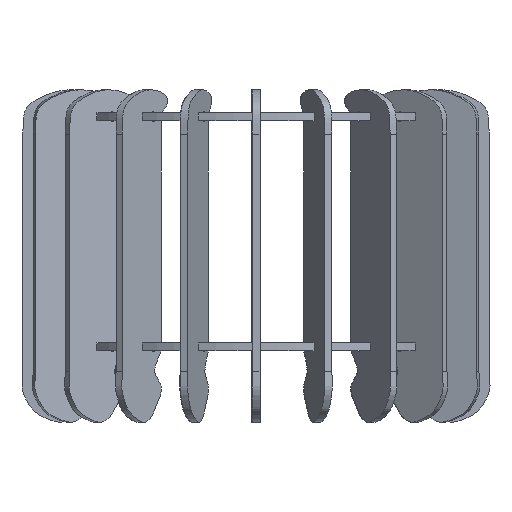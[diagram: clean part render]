
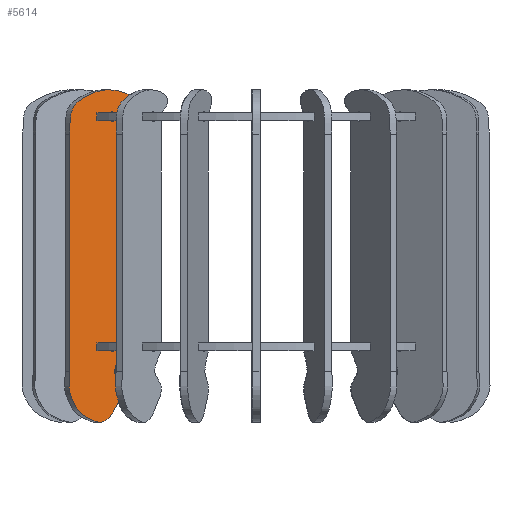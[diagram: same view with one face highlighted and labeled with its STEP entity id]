
A CAD part, left-side view. The second image highlights one B-rep face of the part: STEP entity #5614.
In plain terms, the highlighted face is planar.
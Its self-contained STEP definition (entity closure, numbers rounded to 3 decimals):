
#116=(
BOUNDED_CURVE()
B_SPLINE_CURVE(5,(#9685,#9686,#9687,#9688,#9689,#9690,#9691,#9692,#9693,
#9694,#9695,#9696,#9697,#9698,#9699,#9700,#9701,#9702,#9703,#9704,#9705,
#9706,#9707,#9708,#9709,#9710,#9711,#9712,#9713,#9714),.UNSPECIFIED.,.F.,
 .F.)
B_SPLINE_CURVE_WITH_KNOTS((6,1,1,1,1,1,1,1,1,1,1,1,1,1,1,1,1,1,1,1,1,1,
1,1,1,6),(0.,0.04,0.08,0.12,0.16,0.2,0.24,0.28,0.32,0.36,0.4,0.44,0.48,
0.52,0.56,0.6,0.64,0.68,0.72,0.76,0.8,0.84,0.88,0.92,0.96,1.),
 .UNSPECIFIED.)
CURVE()
GEOMETRIC_REPRESENTATION_ITEM()
RATIONAL_B_SPLINE_CURVE((1.,1.,1.,1.,1.,1.,1.,1.,1.,1.,1.,1.,1.,1.,1.,1.,
1.,1.,1.,1.,1.,1.,1.,1.,1.,1.,1.,1.,1.,1.))
REPRESENTATION_ITEM('')
);
#118=(
BOUNDED_CURVE()
B_SPLINE_CURVE(5,(#9784,#9785,#9786,#9787,#9788,#9789,#9790,#9791,#9792,
#9793,#9794,#9795,#9796,#9797,#9798,#9799,#9800,#9801,#9802,#9803),
 .UNSPECIFIED.,.F.,.F.)
B_SPLINE_CURVE_WITH_KNOTS((6,1,1,1,1,1,1,1,1,1,1,1,1,1,1,6),(0.,0.067,
0.133,0.2,0.267,0.333,0.4,0.467,
0.533,0.6,0.667,0.733,0.8,0.867,
0.933,1.),.UNSPECIFIED.)
CURVE()
GEOMETRIC_REPRESENTATION_ITEM()
RATIONAL_B_SPLINE_CURVE((1.,1.,1.,1.,1.,1.,1.,1.,1.,1.,1.,1.,1.,1.,1.,1.,
1.,1.,1.,1.))
REPRESENTATION_ITEM('')
);
#286=PLANE('',#6243);
#564=FACE_OUTER_BOUND('',#854,.T.);
#854=EDGE_LOOP('',(#5189,#5190,#5191,#5192,#5193,#5194,#5195,#5196,#5197,
#5198,#5199,#5200,#5201,#5202));
#1372=LINE('',#9543,#1916);
#1376=LINE('',#9555,#1920);
#1379=LINE('',#9561,#1923);
#1382=LINE('',#9567,#1926);
#1386=LINE('',#9579,#1930);
#1390=LINE('',#9591,#1934);
#1394=LINE('',#9720,#1938);
#1398=LINE('',#9807,#1942);
#1916=VECTOR('',#7851,10.);
#1920=VECTOR('',#7863,10.);
#1923=VECTOR('',#7868,10.);
#1926=VECTOR('',#7873,10.);
#1930=VECTOR('',#7885,10.);
#1934=VECTOR('',#7897,10.);
#1938=VECTOR('',#7903,10.);
#1942=VECTOR('',#7909,10.);
#2204=CIRCLE('',#6224,1.);
#2206=CIRCLE('',#6228,1.);
#2208=CIRCLE('',#6234,1.);
#2210=CIRCLE('',#6238,1.);
#2729=VERTEX_POINT('',#9534);
#2730=VERTEX_POINT('',#9536);
#2732=VERTEX_POINT('',#9542);
#2734=VERTEX_POINT('',#9548);
#2736=VERTEX_POINT('',#9554);
#2738=VERTEX_POINT('',#9560);
#2740=VERTEX_POINT('',#9566);
#2742=VERTEX_POINT('',#9572);
#2744=VERTEX_POINT('',#9578);
#2746=VERTEX_POINT('',#9584);
#2748=VERTEX_POINT('',#9590);
#2750=VERTEX_POINT('',#9684);
#2752=VERTEX_POINT('',#9719);
#2754=VERTEX_POINT('',#9783);
#3531=EDGE_CURVE('',#2730,#2729,#2204,.T.);
#3534=EDGE_CURVE('',#2732,#2730,#1372,.T.);
#3537=EDGE_CURVE('',#2734,#2732,#2206,.T.);
#3540=EDGE_CURVE('',#2736,#2734,#1376,.T.);
#3543=EDGE_CURVE('',#2738,#2736,#1379,.T.);
#3546=EDGE_CURVE('',#2740,#2738,#1382,.T.);
#3549=EDGE_CURVE('',#2742,#2740,#2208,.T.);
#3552=EDGE_CURVE('',#2744,#2742,#1386,.T.);
#3555=EDGE_CURVE('',#2746,#2744,#2210,.T.);
#3558=EDGE_CURVE('',#2748,#2746,#1390,.T.);
#3561=EDGE_CURVE('',#2750,#2748,#116,.T.);
#3564=EDGE_CURVE('',#2752,#2750,#1394,.T.);
#3567=EDGE_CURVE('',#2754,#2752,#118,.T.);
#3570=EDGE_CURVE('',#2729,#2754,#1398,.T.);
#5189=ORIENTED_EDGE('',*,*,#3570,.T.);
#5190=ORIENTED_EDGE('',*,*,#3567,.T.);
#5191=ORIENTED_EDGE('',*,*,#3564,.T.);
#5192=ORIENTED_EDGE('',*,*,#3561,.T.);
#5193=ORIENTED_EDGE('',*,*,#3558,.T.);
#5194=ORIENTED_EDGE('',*,*,#3555,.T.);
#5195=ORIENTED_EDGE('',*,*,#3552,.T.);
#5196=ORIENTED_EDGE('',*,*,#3549,.T.);
#5197=ORIENTED_EDGE('',*,*,#3546,.T.);
#5198=ORIENTED_EDGE('',*,*,#3543,.T.);
#5199=ORIENTED_EDGE('',*,*,#3540,.T.);
#5200=ORIENTED_EDGE('',*,*,#3537,.T.);
#5201=ORIENTED_EDGE('',*,*,#3534,.T.);
#5202=ORIENTED_EDGE('',*,*,#3531,.T.);
#5614=ADVANCED_FACE('',(#564),#286,.F.);
#6224=AXIS2_PLACEMENT_3D('',#9537,#7845,#7846);
#6228=AXIS2_PLACEMENT_3D('',#9549,#7857,#7858);
#6234=AXIS2_PLACEMENT_3D('',#9573,#7879,#7880);
#6238=AXIS2_PLACEMENT_3D('',#9585,#7891,#7892);
#6243=AXIS2_PLACEMENT_3D('',#9809,#7912,#7913);
#7845=DIRECTION('center_axis',(1.,0.,0.));
#7846=DIRECTION('ref_axis',(0.,1.,0.));
#7851=DIRECTION('',(0.,0.,1.));
#7857=DIRECTION('center_axis',(1.,0.,0.));
#7858=DIRECTION('ref_axis',(0.,1.,0.));
#7863=DIRECTION('',(0.,1.,0.));
#7868=DIRECTION('',(0.,0.,1.));
#7873=DIRECTION('',(0.,-1.,0.));
#7879=DIRECTION('center_axis',(1.,0.,0.));
#7880=DIRECTION('ref_axis',(0.,1.,0.));
#7885=DIRECTION('',(0.,0.,1.));
#7891=DIRECTION('center_axis',(1.,0.,0.));
#7892=DIRECTION('ref_axis',(0.,1.,0.));
#7897=DIRECTION('',(0.,1.,0.));
#7903=DIRECTION('',(0.,0.,-1.));
#7909=DIRECTION('',(0.,-1.,0.));
#7912=DIRECTION('center_axis',(1.,0.,0.));
#7913=DIRECTION('ref_axis',(0.,1.,0.));
#9534=CARTESIAN_POINT('',(-1.85,80.569,103.8));
#9536=CARTESIAN_POINT('',(-1.85,81.983,102.386));
#9537=CARTESIAN_POINT('Origin',(-1.85,81.276,103.093));
#9542=CARTESIAN_POINT('',(-1.85,81.983,101.514));
#9543=CARTESIAN_POINT('',(-1.85,81.983,103.8));
#9548=CARTESIAN_POINT('',(-1.85,80.569,100.1));
#9549=CARTESIAN_POINT('Origin',(-1.85,81.276,100.807));
#9554=CARTESIAN_POINT('',(-1.85,74.983,100.1));
#9555=CARTESIAN_POINT('',(-1.85,74.983,100.1));
#9560=CARTESIAN_POINT('',(-1.85,74.983,0.1));
#9561=CARTESIAN_POINT('',(-1.85,74.983,100.1));
#9566=CARTESIAN_POINT('',(-1.85,80.569,0.1));
#9567=CARTESIAN_POINT('',(-1.85,74.983,0.1));
#9572=CARTESIAN_POINT('',(-1.85,81.983,-1.314));
#9573=CARTESIAN_POINT('Origin',(-1.85,81.276,-0.607));
#9578=CARTESIAN_POINT('',(-1.85,81.983,-2.186));
#9579=CARTESIAN_POINT('',(-1.85,81.983,0.1));
#9584=CARTESIAN_POINT('',(-1.85,80.569,-3.6));
#9585=CARTESIAN_POINT('Origin',(-1.85,81.276,-2.893));
#9590=CARTESIAN_POINT('',(-1.85,74.983,-3.6));
#9591=CARTESIAN_POINT('',(-1.85,74.983,-3.6));
#9684=CARTESIAN_POINT('',(-1.85,104.983,-12.933));
#9685=CARTESIAN_POINT('Ctrl Pts',(-1.85,104.983,-12.933));
#9686=CARTESIAN_POINT('Ctrl Pts',(-1.85,104.983,-13.252));
#9687=CARTESIAN_POINT('Ctrl Pts',(-1.85,105.017,-13.963));
#9688=CARTESIAN_POINT('Ctrl Pts',(-1.85,105.167,-15.246));
#9689=CARTESIAN_POINT('Ctrl Pts',(-1.85,105.47,-17.343));
#9690=CARTESIAN_POINT('Ctrl Pts',(-1.85,105.498,-20.346));
#9691=CARTESIAN_POINT('Ctrl Pts',(-1.85,104.835,-23.363));
#9692=CARTESIAN_POINT('Ctrl Pts',(-1.85,103.323,-26.061));
#9693=CARTESIAN_POINT('Ctrl Pts',(-1.85,102.032,-28.056));
#9694=CARTESIAN_POINT('Ctrl Pts',(-1.85,101.25,-29.484));
#9695=CARTESIAN_POINT('Ctrl Pts',(-1.85,100.005,-30.893));
#9696=CARTESIAN_POINT('Ctrl Pts',(-1.85,97.477,-32.648));
#9697=CARTESIAN_POINT('Ctrl Pts',(-1.85,93.25,-34.767));
#9698=CARTESIAN_POINT('Ctrl Pts',(-1.85,89.08,-35.984));
#9699=CARTESIAN_POINT('Ctrl Pts',(-1.85,85.717,-35.667));
#9700=CARTESIAN_POINT('Ctrl Pts',(-1.85,83.048,-33.828));
#9701=CARTESIAN_POINT('Ctrl Pts',(-1.85,80.614,-30.84));
#9702=CARTESIAN_POINT('Ctrl Pts',(-1.85,78.137,-27.286));
#9703=CARTESIAN_POINT('Ctrl Pts',(-1.85,75.595,-23.77));
#9704=CARTESIAN_POINT('Ctrl Pts',(-1.85,74.578,-20.716));
#9705=CARTESIAN_POINT('Ctrl Pts',(-1.85,75.625,-18.257));
#9706=CARTESIAN_POINT('Ctrl Pts',(-1.85,77.709,-16.331));
#9707=CARTESIAN_POINT('Ctrl Pts',(-1.85,79.557,-14.74));
#9708=CARTESIAN_POINT('Ctrl Pts',(-1.85,80.255,-13.204));
#9709=CARTESIAN_POINT('Ctrl Pts',(-1.85,80.122,-11.445));
#9710=CARTESIAN_POINT('Ctrl Pts',(-1.85,79.188,-9.319));
#9711=CARTESIAN_POINT('Ctrl Pts',(-1.85,77.863,-7.263));
#9712=CARTESIAN_POINT('Ctrl Pts',(-1.85,76.547,-5.512));
#9713=CARTESIAN_POINT('Ctrl Pts',(-1.85,75.528,-4.253));
#9714=CARTESIAN_POINT('Ctrl Pts',(-1.85,74.983,-3.6));
#9719=CARTESIAN_POINT('',(-1.85,104.983,94.067));
#9720=CARTESIAN_POINT('',(-1.85,104.983,94.067));
#9783=CARTESIAN_POINT('',(-1.85,74.983,103.8));
#9784=CARTESIAN_POINT('Ctrl Pts',(-1.85,74.983,103.8));
#9785=CARTESIAN_POINT('Ctrl Pts',(-1.85,73.477,104.717));
#9786=CARTESIAN_POINT('Ctrl Pts',(-1.85,71.091,106.454));
#9787=CARTESIAN_POINT('Ctrl Pts',(-1.85,69.393,108.773));
#9788=CARTESIAN_POINT('Ctrl Pts',(-1.85,70.502,111.268));
#9789=CARTESIAN_POINT('Ctrl Pts',(-1.85,75.372,113.292));
#9790=CARTESIAN_POINT('Ctrl Pts',(-1.85,81.349,114.197));
#9791=CARTESIAN_POINT('Ctrl Pts',(-1.85,86.389,114.055));
#9792=CARTESIAN_POINT('Ctrl Pts',(-1.85,90.105,113.301));
#9793=CARTESIAN_POINT('Ctrl Pts',(-1.85,93.062,112.339));
#9794=CARTESIAN_POINT('Ctrl Pts',(-1.85,95.618,111.282));
#9795=CARTESIAN_POINT('Ctrl Pts',(-1.85,98.116,110.119));
#9796=CARTESIAN_POINT('Ctrl Pts',(-1.85,100.68,108.73));
#9797=CARTESIAN_POINT('Ctrl Pts',(-1.85,102.864,106.924));
#9798=CARTESIAN_POINT('Ctrl Pts',(-1.85,104.206,104.569));
#9799=CARTESIAN_POINT('Ctrl Pts',(-1.85,104.831,101.644));
#9800=CARTESIAN_POINT('Ctrl Pts',(-1.85,104.954,98.865));
#9801=CARTESIAN_POINT('Ctrl Pts',(-1.85,104.978,96.552));
#9802=CARTESIAN_POINT('Ctrl Pts',(-1.85,104.983,94.911));
#9803=CARTESIAN_POINT('Ctrl Pts',(-1.85,104.983,94.067));
#9807=CARTESIAN_POINT('',(-1.85,74.983,103.8));
#9809=CARTESIAN_POINT('Origin',(-1.85,87.445,39.106));
